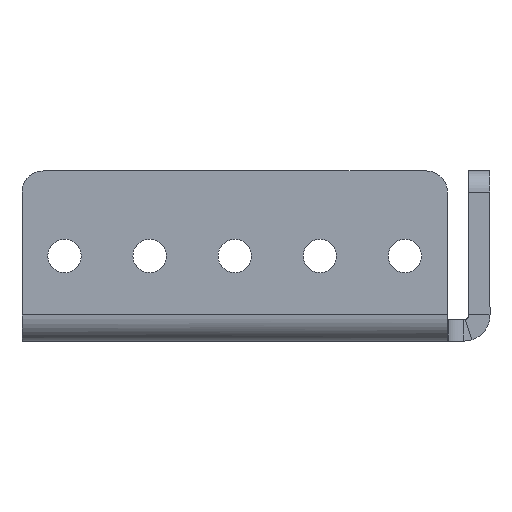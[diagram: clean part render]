
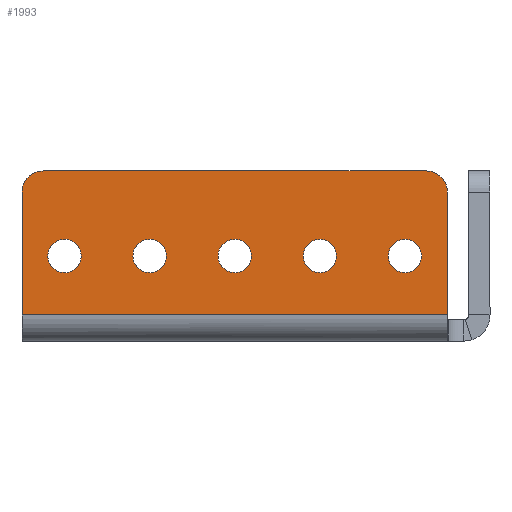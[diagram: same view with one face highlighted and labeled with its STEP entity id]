
A CAD part, left-side view. The second image highlights one B-rep face of the part: STEP entity #1993.
In plain terms, the highlighted planar face has unit normal (-1, 0, 0).
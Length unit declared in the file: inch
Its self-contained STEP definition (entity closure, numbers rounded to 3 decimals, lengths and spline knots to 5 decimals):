
#9 = LINE ( 'NONE', #652, #2459 ) ;
#31 = DIRECTION ( 'NONE',  ( -1., 0., 0. ) ) ;
#72 = EDGE_CURVE ( 'NONE', #361, #592, #2599, .T. ) ;
#114 = CARTESIAN_POINT ( 'NONE',  ( -2.75, 3.33573, 0.375 ) ) ;
#143 = CARTESIAN_POINT ( 'NONE',  ( -2.75, 1.21073, 0.75 ) ) ;
#152 = CARTESIAN_POINT ( 'NONE',  ( -2.75, 0.96073, 0.029 ) ) ;
#165 = CARTESIAN_POINT ( 'NONE',  ( -2.75, 2.73773, 0.375 ) ) ;
#174 = ORIENTED_EDGE ( 'NONE', *, *, #2206, .F. ) ;
#196 = DIRECTION ( 'NONE',  ( 0., 0., 1. ) ) ;
#218 = ORIENTED_EDGE ( 'NONE', *, *, #1542, .F. ) ;
#234 = EDGE_CURVE ( 'NONE', #1760, #541, #2645, .T. ) ;
#275 = CARTESIAN_POINT ( 'NONE',  ( -2.75, 1.83573, 0.375 ) ) ;
#298 = ORIENTED_EDGE ( 'NONE', *, *, #1469, .F. ) ;
#321 = AXIS2_PLACEMENT_3D ( 'NONE', #275, #1789, #890 ) ;
#332 = AXIS2_PLACEMENT_3D ( 'NONE', #2266, #31, #2080 ) ;
#361 = VERTEX_POINT ( 'NONE', #165 ) ;
#382 = ORIENTED_EDGE ( 'NONE', *, *, #1546, .T. ) ;
#406 = EDGE_CURVE ( 'NONE', #1679, #2245, #1245, .T. ) ;
#408 = AXIS2_PLACEMENT_3D ( 'NONE', #953, #2004, #1392 ) ;
#412 = CARTESIAN_POINT ( 'NONE',  ( -2.75, 3.46073, 0.875 ) ) ;
#413 = CIRCLE ( 'NONE', #2227, 0.125 ) ;
#422 = ORIENTED_EDGE ( 'NONE', *, *, #442, .F. ) ;
#442 = EDGE_CURVE ( 'NONE', #592, #361, #1020, .T. ) ;
#462 = CARTESIAN_POINT ( 'NONE',  ( -2.75, 1.08573, 0.029 ) ) ;
#482 = FACE_BOUND ( 'NONE', #759, .T. ) ;
#485 = CIRCLE ( 'NONE', #572, 0.098 ) ;
#511 = CARTESIAN_POINT ( 'NONE',  ( -2.75, 3.33573, 0.375 ) ) ;
#534 = CARTESIAN_POINT ( 'NONE',  ( -2.75, 1.93373, 0.375 ) ) ;
#535 = ORIENTED_EDGE ( 'NONE', *, *, #1844, .F. ) ;
#541 = VERTEX_POINT ( 'NONE', #672 ) ;
#543 = ORIENTED_EDGE ( 'NONE', *, *, #234, .F. ) ;
#555 = DIRECTION ( 'NONE',  ( 0., -1., 0. ) ) ;
#561 = CARTESIAN_POINT ( 'NONE',  ( -2.75, 2.43373, 0.375 ) ) ;
#567 = EDGE_LOOP ( 'NONE', ( #2027, #218 ) ) ;
#572 = AXIS2_PLACEMENT_3D ( 'NONE', #1827, #1634, #723 ) ;
#592 = VERTEX_POINT ( 'NONE', #1314 ) ;
#601 = VECTOR ( 'NONE', #1304, 39.37008 ) ;
#623 = VERTEX_POINT ( 'NONE', #889 ) ;
#637 = CARTESIAN_POINT ( 'NONE',  ( -2.75, 3.58573, 0.875 ) ) ;
#652 = CARTESIAN_POINT ( 'NONE',  ( -2.75, 1.08573, 0.875 ) ) ;
#667 = DIRECTION ( 'NONE',  ( 0., -1., 0. ) ) ;
#671 = EDGE_CURVE ( 'NONE', #1815, #2569, #2829, .T. ) ;
#672 = CARTESIAN_POINT ( 'NONE',  ( -2.75, 3.23773, 0.375 ) ) ;
#723 = DIRECTION ( 'NONE',  ( 0., -1., 0. ) ) ;
#759 = EDGE_LOOP ( 'NONE', ( #2451, #543 ) ) ;
#770 = VERTEX_POINT ( 'NONE', #787 ) ;
#787 = CARTESIAN_POINT ( 'NONE',  ( -2.75, 1.43373, 0.375 ) ) ;
#876 = CARTESIAN_POINT ( 'NONE',  ( -2.75, 1.83573, 0.375 ) ) ;
#889 = CARTESIAN_POINT ( 'NONE',  ( -2.75, 1.08573, 0.75 ) ) ;
#890 = DIRECTION ( 'NONE',  ( 0., -1., 0. ) ) ;
#932 = FACE_OUTER_BOUND ( 'NONE', #1490, .T. ) ;
#953 = CARTESIAN_POINT ( 'NONE',  ( -2.75, 3.46073, 0.75 ) ) ;
#1001 = VERTEX_POINT ( 'NONE', #412 ) ;
#1020 = CIRCLE ( 'NONE', #1345, 0.098 ) ;
#1028 = DIRECTION ( 'NONE',  ( -1., 0., 0. ) ) ;
#1029 = DIRECTION ( 'NONE',  ( 0., -1., 0. ) ) ;
#1045 = CARTESIAN_POINT ( 'NONE',  ( -2.75, 3.58573, 0.029 ) ) ;
#1048 = LINE ( 'NONE', #1285, #1623 ) ;
#1066 = CARTESIAN_POINT ( 'NONE',  ( -2.75, 3.58573, 0.75 ) ) ;
#1172 = EDGE_LOOP ( 'NONE', ( #2418, #1989 ) ) ;
#1186 = FACE_BOUND ( 'NONE', #567, .T. ) ;
#1192 = CARTESIAN_POINT ( 'NONE',  ( -2.75, 2.23773, 0.375 ) ) ;
#1199 = FACE_BOUND ( 'NONE', #1558, .T. ) ;
#1204 = CIRCLE ( 'NONE', #321, 0.098 ) ;
#1245 = LINE ( 'NONE', #152, #601 ) ;
#1248 = ORIENTED_EDGE ( 'NONE', *, *, #72, .F. ) ;
#1255 = CARTESIAN_POINT ( 'NONE',  ( -2.75, 3.43373, 0.375 ) ) ;
#1285 = CARTESIAN_POINT ( 'NONE',  ( -2.75, 3.58573, -2.71073 ) ) ;
#1296 = AXIS2_PLACEMENT_3D ( 'NONE', #2061, #2713, #1873 ) ;
#1304 = DIRECTION ( 'NONE',  ( 0., -1., 0. ) ) ;
#1307 = CARTESIAN_POINT ( 'NONE',  ( -2.75, 2.83573, 0.375 ) ) ;
#1314 = CARTESIAN_POINT ( 'NONE',  ( -2.75, 2.93373, 0.375 ) ) ;
#1345 = AXIS2_PLACEMENT_3D ( 'NONE', #1682, #1502, #1960 ) ;
#1392 = DIRECTION ( 'NONE',  ( 0., 0., -1. ) ) ;
#1453 = DIRECTION ( 'NONE',  ( 0., -1., 0. ) ) ;
#1456 = VERTEX_POINT ( 'NONE', #1066 ) ;
#1469 = EDGE_CURVE ( 'NONE', #1679, #1456, #1048, .T. ) ;
#1490 = EDGE_LOOP ( 'NONE', ( #535, #2187, #1641, #382, #298, #1611 ) ) ;
#1502 = DIRECTION ( 'NONE',  ( -1., 0., 0. ) ) ;
#1519 = VECTOR ( 'NONE', #667, 39.37008 ) ;
#1542 = EDGE_CURVE ( 'NONE', #1702, #2230, #1204, .T. ) ;
#1546 = EDGE_CURVE ( 'NONE', #1001, #1456, #1665, .T. ) ;
#1558 = EDGE_LOOP ( 'NONE', ( #1248, #422 ) ) ;
#1577 = AXIS2_PLACEMENT_3D ( 'NONE', #511, #2549, #1672 ) ;
#1611 = ORIENTED_EDGE ( 'NONE', *, *, #406, .T. ) ;
#1623 = VECTOR ( 'NONE', #196, 39.37008 ) ;
#1634 = DIRECTION ( 'NONE',  ( -1., 0., 0. ) ) ;
#1640 = FACE_BOUND ( 'NONE', #1172, .T. ) ;
#1641 = ORIENTED_EDGE ( 'NONE', *, *, #1886, .F. ) ;
#1665 = CIRCLE ( 'NONE', #408, 0.125 ) ;
#1672 = DIRECTION ( 'NONE',  ( 0., -1., 0. ) ) ;
#1679 = VERTEX_POINT ( 'NONE', #1045 ) ;
#1682 = CARTESIAN_POINT ( 'NONE',  ( -2.75, 2.83573, 0.375 ) ) ;
#1685 = AXIS2_PLACEMENT_3D ( 'NONE', #876, #1790, #1757 ) ;
#1702 = VERTEX_POINT ( 'NONE', #534 ) ;
#1751 = VERTEX_POINT ( 'NONE', #1866 ) ;
#1757 = DIRECTION ( 'NONE',  ( 0., -1., 0. ) ) ;
#1760 = VERTEX_POINT ( 'NONE', #1255 ) ;
#1764 = AXIS2_PLACEMENT_3D ( 'NONE', #2554, #1935, #555 ) ;
#1786 = CIRCLE ( 'NONE', #1685, 0.098 ) ;
#1789 = DIRECTION ( 'NONE',  ( -1., 0., 0. ) ) ;
#1790 = DIRECTION ( 'NONE',  ( -1., 0., 0. ) ) ;
#1815 = VERTEX_POINT ( 'NONE', #1192 ) ;
#1827 = CARTESIAN_POINT ( 'NONE',  ( -2.75, 1.33573, 0.375 ) ) ;
#1831 = PLANE ( 'NONE',  #1296 ) ;
#1844 = EDGE_CURVE ( 'NONE', #623, #2245, #9, .T. ) ;
#1864 = CIRCLE ( 'NONE', #1764, 0.098 ) ;
#1866 = CARTESIAN_POINT ( 'NONE',  ( -2.75, 1.23773, 0.375 ) ) ;
#1873 = DIRECTION ( 'NONE',  ( 0., 0., -1. ) ) ;
#1886 = EDGE_CURVE ( 'NONE', #1001, #2480, #2668, .T. ) ;
#1894 = EDGE_LOOP ( 'NONE', ( #174, #2795 ) ) ;
#1935 = DIRECTION ( 'NONE',  ( -1., 0., 0. ) ) ;
#1960 = DIRECTION ( 'NONE',  ( 0., -1., 0. ) ) ;
#1989 = ORIENTED_EDGE ( 'NONE', *, *, #2770, .F. ) ;
#1993 = ADVANCED_FACE ( 'NONE', ( #2527, #482, #1640, #1199, #1186, #932 ), #1831, .F. ) ;
#2004 = DIRECTION ( 'NONE',  ( -1., 0., 0. ) ) ;
#2005 = DIRECTION ( 'NONE',  ( 0., -1., 0. ) ) ;
#2027 = ORIENTED_EDGE ( 'NONE', *, *, #2705, .F. ) ;
#2038 = CARTESIAN_POINT ( 'NONE',  ( -2.75, 1.21073, 0.875 ) ) ;
#2061 = CARTESIAN_POINT ( 'NONE',  ( -2.75, 0.96073, -0.08573 ) ) ;
#2080 = DIRECTION ( 'NONE',  ( 0., -1., 0. ) ) ;
#2107 = EDGE_CURVE ( 'NONE', #541, #1760, #2783, .T. ) ;
#2111 = AXIS2_PLACEMENT_3D ( 'NONE', #2828, #2220, #2005 ) ;
#2127 = DIRECTION ( 'NONE',  ( 0., 0., -1. ) ) ;
#2135 = EDGE_CURVE ( 'NONE', #623, #2480, #413, .T. ) ;
#2143 = DIRECTION ( 'NONE',  ( -1., 0., 0. ) ) ;
#2166 = CARTESIAN_POINT ( 'NONE',  ( -2.75, 1.73773, 0.375 ) ) ;
#2187 = ORIENTED_EDGE ( 'NONE', *, *, #2135, .T. ) ;
#2197 = DIRECTION ( 'NONE',  ( -1., 0., 0. ) ) ;
#2206 = EDGE_CURVE ( 'NONE', #1751, #770, #1864, .T. ) ;
#2220 = DIRECTION ( 'NONE',  ( -1., 0., 0. ) ) ;
#2227 = AXIS2_PLACEMENT_3D ( 'NONE', #143, #2143, #2127 ) ;
#2230 = VERTEX_POINT ( 'NONE', #2166 ) ;
#2245 = VERTEX_POINT ( 'NONE', #462 ) ;
#2266 = CARTESIAN_POINT ( 'NONE',  ( -2.75, 2.33573, 0.375 ) ) ;
#2418 = ORIENTED_EDGE ( 'NONE', *, *, #671, .F. ) ;
#2431 = CIRCLE ( 'NONE', #2111, 0.098 ) ;
#2451 = ORIENTED_EDGE ( 'NONE', *, *, #2107, .F. ) ;
#2454 = EDGE_CURVE ( 'NONE', #770, #1751, #485, .T. ) ;
#2459 = VECTOR ( 'NONE', #2883, 39.37008 ) ;
#2480 = VERTEX_POINT ( 'NONE', #2038 ) ;
#2527 = FACE_BOUND ( 'NONE', #1894, .T. ) ;
#2549 = DIRECTION ( 'NONE',  ( -1., 0., 0. ) ) ;
#2554 = CARTESIAN_POINT ( 'NONE',  ( -2.75, 1.33573, 0.375 ) ) ;
#2558 = AXIS2_PLACEMENT_3D ( 'NONE', #114, #1028, #1453 ) ;
#2569 = VERTEX_POINT ( 'NONE', #561 ) ;
#2599 = CIRCLE ( 'NONE', #2696, 0.098 ) ;
#2645 = CIRCLE ( 'NONE', #1577, 0.098 ) ;
#2668 = LINE ( 'NONE', #637, #1519 ) ;
#2696 = AXIS2_PLACEMENT_3D ( 'NONE', #1307, #2197, #1029 ) ;
#2705 = EDGE_CURVE ( 'NONE', #2230, #1702, #1786, .T. ) ;
#2713 = DIRECTION ( 'NONE',  ( 1., 0., 0. ) ) ;
#2770 = EDGE_CURVE ( 'NONE', #2569, #1815, #2431, .T. ) ;
#2783 = CIRCLE ( 'NONE', #2558, 0.098 ) ;
#2795 = ORIENTED_EDGE ( 'NONE', *, *, #2454, .F. ) ;
#2828 = CARTESIAN_POINT ( 'NONE',  ( -2.75, 2.33573, 0.375 ) ) ;
#2829 = CIRCLE ( 'NONE', #332, 0.098 ) ;
#2883 = DIRECTION ( 'NONE',  ( 0., 0., -1. ) ) ;
